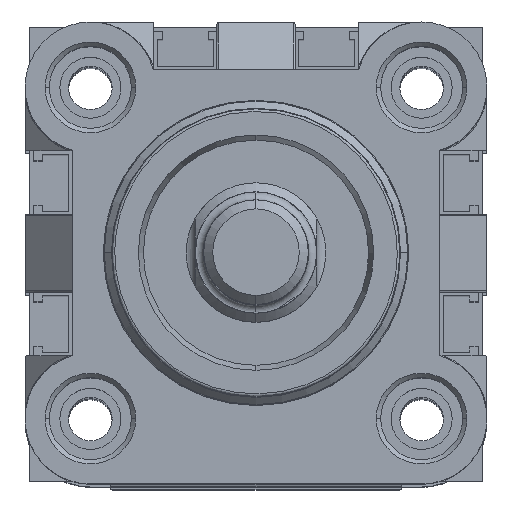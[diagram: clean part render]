
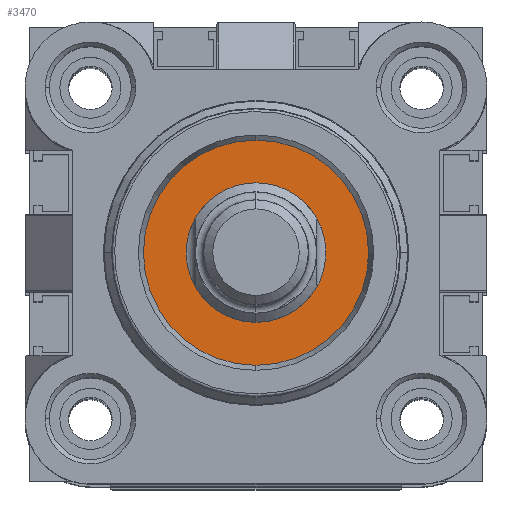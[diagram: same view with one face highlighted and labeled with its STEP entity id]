
A CAD part, top view. The second image highlights one B-rep face of the part: STEP entity #3470.
In plain terms, the highlighted face is planar.
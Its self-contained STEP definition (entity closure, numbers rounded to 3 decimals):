
#504 = CIRCLE ( 'NONE', #14881, 12.918 ) ;
#1386 = DIRECTION ( 'NONE',  ( 0., 0., -1. ) ) ;
#1946 = CIRCLE ( 'NONE', #20542, 12.918 ) ;
#2452 = CARTESIAN_POINT ( 'NONE',  ( 21., 8.082, -18.5 ) ) ;
#3009 = CIRCLE ( 'NONE', #17929, 8. ) ;
#3470 = ADVANCED_FACE ( 'NONE', ( #11430, #22192 ), #6469, .T. ) ;
#3794 = EDGE_CURVE ( 'NONE', #21663, #12145, #22489, .T. ) ;
#4531 = CARTESIAN_POINT ( 'NONE',  ( 34.073, 7.927, -18.5 ) ) ;
#4755 = DIRECTION ( 'NONE',  ( 0., 0., -1. ) ) ;
#5590 = VERTEX_POINT ( 'NONE', #21151 ) ;
#6469 = PLANE ( 'NONE',  #12353 ) ;
#6558 = DIRECTION ( 'NONE',  ( -1., 0., 0. ) ) ;
#6700 = CARTESIAN_POINT ( 'NONE',  ( 21., 21., -18.5 ) ) ;
#8548 = VERTEX_POINT ( 'NONE', #2452 ) ;
#8728 = DIRECTION ( 'NONE',  ( -1., 0., 0. ) ) ;
#9130 = AXIS2_PLACEMENT_3D ( 'NONE', #6700, #20850, #8728 ) ;
#9743 = CARTESIAN_POINT ( 'NONE',  ( 13., 21., -18.5 ) ) ;
#10804 = ORIENTED_EDGE ( 'NONE', *, *, #25107, .T. ) ;
#10964 = CARTESIAN_POINT ( 'NONE',  ( 21., 21., -18.5 ) ) ;
#11430 = FACE_BOUND ( 'NONE', #20714, .T. ) ;
#12145 = VERTEX_POINT ( 'NONE', #21497 ) ;
#12353 = AXIS2_PLACEMENT_3D ( 'NONE', #4531, #18671, #6558 ) ;
#13004 = DIRECTION ( 'NONE',  ( 0., 1., 0. ) ) ;
#13441 = EDGE_LOOP ( 'NONE', ( #10804, #18530 ) ) ;
#13514 = CARTESIAN_POINT ( 'NONE',  ( 21., 21., -18.5 ) ) ;
#14881 = AXIS2_PLACEMENT_3D ( 'NONE', #10964, #25132, #13004 ) ;
#15556 = DIRECTION ( 'NONE',  ( 0., 1., 0. ) ) ;
#16884 = CARTESIAN_POINT ( 'NONE',  ( 21., 21., -18.5 ) ) ;
#17929 = AXIS2_PLACEMENT_3D ( 'NONE', #16884, #4755, #18911 ) ;
#18530 = ORIENTED_EDGE ( 'NONE', *, *, #21031, .T. ) ;
#18671 = DIRECTION ( 'NONE',  ( 0., 0., -1. ) ) ;
#18911 = DIRECTION ( 'NONE',  ( -1., 0., 0. ) ) ;
#20542 = AXIS2_PLACEMENT_3D ( 'NONE', #13514, #1386, #15556 ) ;
#20714 = EDGE_LOOP ( 'NONE', ( #24009, #24789 ) ) ;
#20850 = DIRECTION ( 'NONE',  ( 0., 0., -1. ) ) ;
#21031 = EDGE_CURVE ( 'NONE', #8548, #5590, #1946, .T. ) ;
#21151 = CARTESIAN_POINT ( 'NONE',  ( 21., 33.918, -18.5 ) ) ;
#21497 = CARTESIAN_POINT ( 'NONE',  ( 29., 21., -18.5 ) ) ;
#21663 = VERTEX_POINT ( 'NONE', #9743 ) ;
#22192 = FACE_OUTER_BOUND ( 'NONE', #13441, .T. ) ;
#22489 = CIRCLE ( 'NONE', #9130, 8. ) ;
#24009 = ORIENTED_EDGE ( 'NONE', *, *, #3794, .F. ) ;
#24789 = ORIENTED_EDGE ( 'NONE', *, *, #25609, .F. ) ;
#25107 = EDGE_CURVE ( 'NONE', #5590, #8548, #504, .T. ) ;
#25132 = DIRECTION ( 'NONE',  ( 0., 0., -1. ) ) ;
#25609 = EDGE_CURVE ( 'NONE', #12145, #21663, #3009, .T. ) ;
